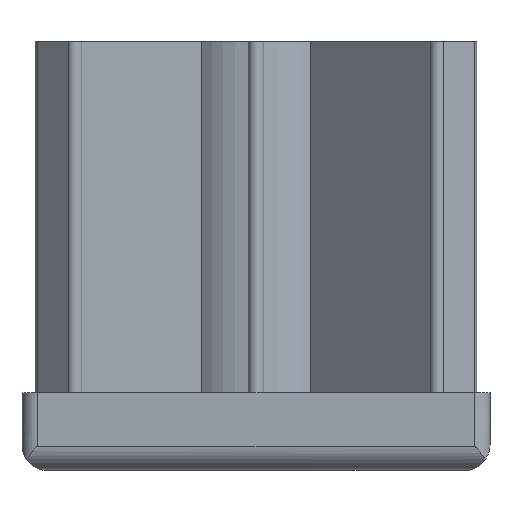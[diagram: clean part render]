
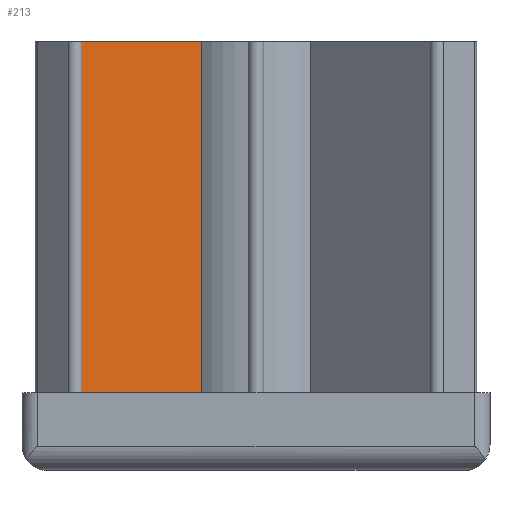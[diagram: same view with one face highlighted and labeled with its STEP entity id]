
A CAD part, front view. The second image highlights one B-rep face of the part: STEP entity #213.
In plain terms, the highlighted planar face has unit normal (0.707, -0.707, 0).
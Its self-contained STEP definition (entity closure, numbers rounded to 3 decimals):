
#213 = ADVANCED_FACE( '', ( #431 ), #432, .F. );
#431 = FACE_OUTER_BOUND( '', #646, .T. );
#432 = PLANE( '', #647 );
#646 = EDGE_LOOP( '', ( #1258, #1259, #1260, #1261 ) );
#647 = AXIS2_PLACEMENT_3D( '', #1262, #1263, #1264 );
#1258 = ORIENTED_EDGE( '', *, *, #1441, .T. );
#1259 = ORIENTED_EDGE( '', *, *, #1413, .T. );
#1260 = ORIENTED_EDGE( '', *, *, #1477, .F. );
#1261 = ORIENTED_EDGE( '', *, *, #1315, .F. );
#1262 = CARTESIAN_POINT( '', ( -23.879, -25.293, 55. ) );
#1263 = DIRECTION( '', ( -0.707, 0.707, 0. ) );
#1264 = DIRECTION( '', ( -0.707, -0.707, 0. ) );
#1315 = EDGE_CURVE( '', #1576, #1578, #1579, .T. );
#1413 = EDGE_CURVE( '', #1770, #1768, #1771, .T. );
#1441 = EDGE_CURVE( '', #1576, #1770, #1802, .T. );
#1477 = EDGE_CURVE( '', #1578, #1768, #1849, .T. );
#1576 = VERTEX_POINT( '', #1959 );
#1578 = VERTEX_POINT( '', #1962 );
#1579 = LINE( '', #1963, #1964 );
#1768 = VERTEX_POINT( '', #2207 );
#1770 = VERTEX_POINT( '', #2209 );
#1771 = LINE( '', #2210, #2211 );
#1802 = LINE( '', #2259, #2260 );
#1849 = LINE( '', #2391, #2392 );
#1959 = CARTESIAN_POINT( '', ( -23.879, -25.293, 55. ) );
#1962 = CARTESIAN_POINT( '', ( -7.039, -8.453, 55. ) );
#1963 = CARTESIAN_POINT( '', ( -23.879, -25.293, 55. ) );
#1964 = VECTOR( '', #2587, 1000. );
#2207 = CARTESIAN_POINT( '', ( -7.039, -8.453, 10. ) );
#2209 = CARTESIAN_POINT( '', ( -23.879, -25.293, 10. ) );
#2210 = CARTESIAN_POINT( '', ( -23.879, -25.293, 10. ) );
#2211 = VECTOR( '', #2765, 1000. );
#2259 = CARTESIAN_POINT( '', ( -23.879, -25.293, 55. ) );
#2260 = VECTOR( '', #2786, 1000. );
#2391 = CARTESIAN_POINT( '', ( -7.039, -8.453, 55. ) );
#2392 = VECTOR( '', #2810, 1000. );
#2587 = DIRECTION( '', ( 0.707, 0.707, 0. ) );
#2765 = DIRECTION( '', ( 0.707, 0.707, 0. ) );
#2786 = DIRECTION( '', ( 0., 0., -1. ) );
#2810 = DIRECTION( '', ( 0., 0., -1. ) );
